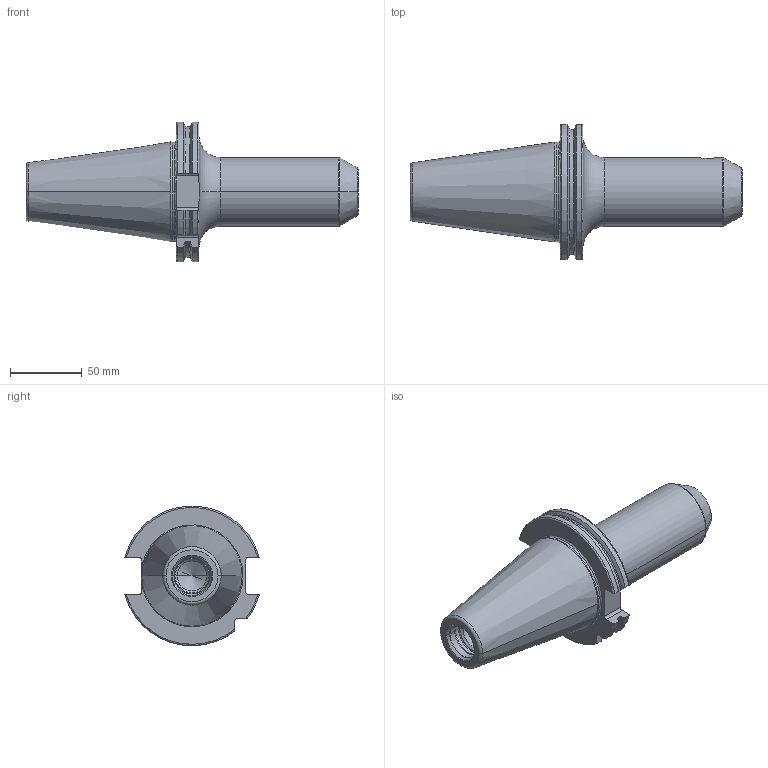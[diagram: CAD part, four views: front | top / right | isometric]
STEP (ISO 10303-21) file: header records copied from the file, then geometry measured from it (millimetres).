
FILE_DESCRIPTION((''),'2;1');
FILE_NAME('50-304-16','2011-08-31T',('mei'),(''),'PRO/ENGINEER BY PARAMETRIC TECHNOLOGY CORPORATION, 2010430','PRO/ENGINEER BY PARAMETRIC TECHNOLOGY CORPORATION, 2010430','');
FILE_SCHEMA(('CONFIG_CONTROL_DESIGN'));
Length unit declared in the file: millimetre
Products named in the file (1): 50-304-16
Bounding box: 231.6 x 94 x 97.29 mm (x, y, z)
Volume: 528300.1 mm3; surface area: 61533.3 mm2
Topology: 1 solids, 3 shells, 104 faces, 267 edges, 165 vertices
Faces by surface type: cylinder 32, torus 30, plane 22, cone 20
Entity records: 3583 total; most frequent: CARTESIAN_POINT 1026, DIRECTION 545, ORIENTED_EDGE 522, EDGE_CURVE 265, AXIS2_PLACEMENT_3D 227, VERTEX_POINT 165, CIRCLE 122, EDGE_LOOP 108
